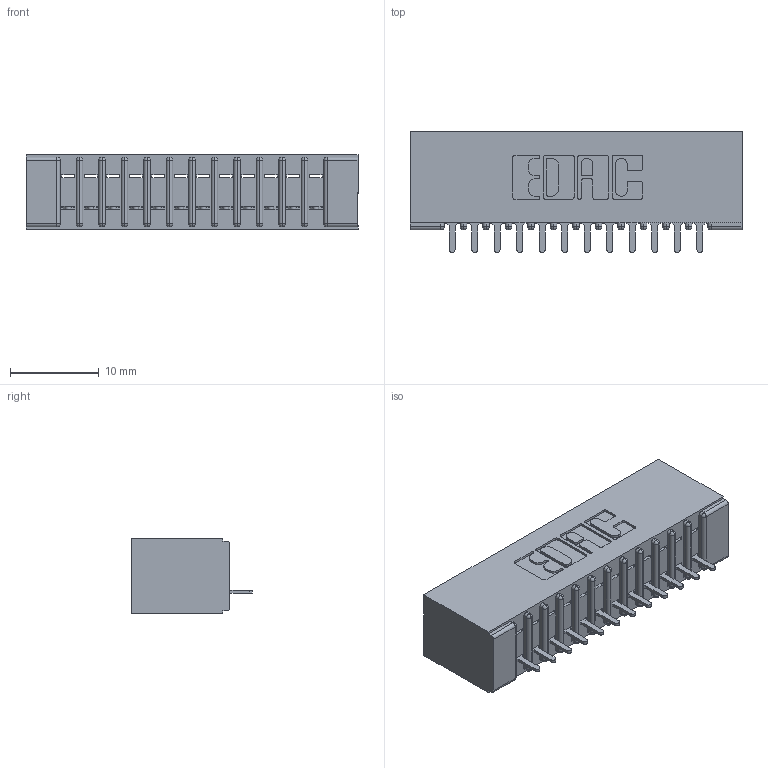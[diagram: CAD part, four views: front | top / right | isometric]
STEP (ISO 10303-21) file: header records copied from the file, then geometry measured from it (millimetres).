
FILE_DESCRIPTION (( 'STEP AP203' ), '1' );
FILE_NAME ('341-012-524-101.STEP', '2018-08-06T03:30:49', ( '' ), ( '' ), 'SwSTEP 2.0', 'SolidWorks 2016', '' );
FILE_SCHEMA (( 'CONFIG_CONTROL_DESIGN' ));
Length unit declared in the file: inch
Products named in the file (3): 341-292-001_341-292-124; 341-012-524-101; 341 Part_No Mounting Lugs
Assembly tree (13 placements, depth 2):
  341-012-524-101
    341 Part_No Mounting Lugs
    341-292-001_341-292-124  x12
Bounding box: 37.47 x 13.64 x 8.38 mm (x, y, z)
Volume: 2202 mm3; surface area: 4052.9 mm2
Topology: 13 solids, 13 shells, 1092 faces, 3136 edges, 2014 vertices
Faces by surface type: plane 676, cylinder 368, sphere 26, torus 22
Entity records: 17857 total; most frequent: CARTESIAN_POINT 3020, ORIENTED_EDGE 3008, DIRECTION 2938, EDGE_CURVE 1504, LINE 1186, VECTOR 1186, VERTEX_POINT 958, AXIS2_PLACEMENT_3D 876
